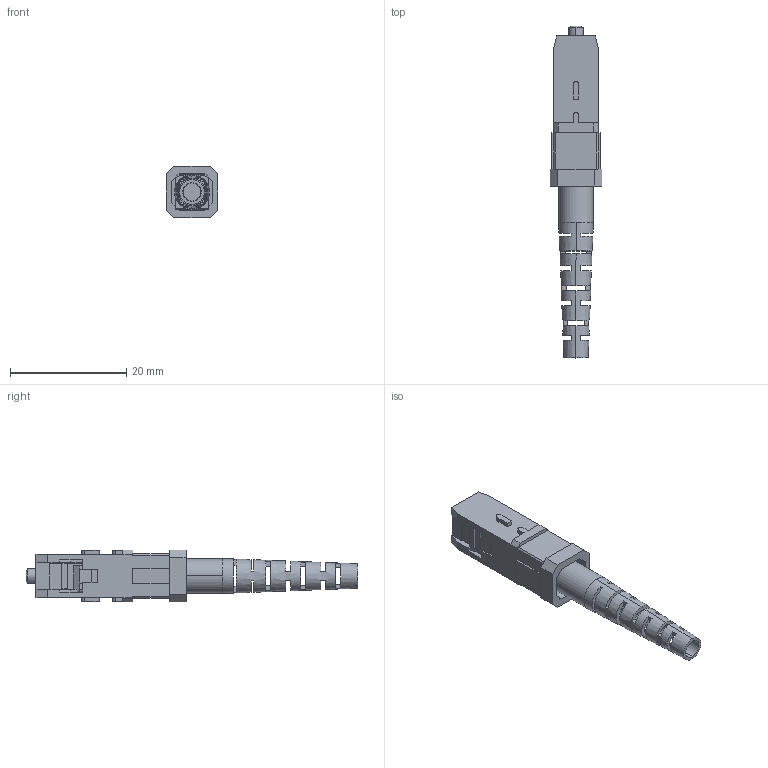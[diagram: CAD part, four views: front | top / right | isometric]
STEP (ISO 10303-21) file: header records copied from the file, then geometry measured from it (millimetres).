
FILE_DESCRIPTION (( 'STEP AP214' ), '1' );
FILE_NAME ('FOC-SCMMS30.STEP', '2020-02-25T20:25:59', ( '' ), ( '' ), 'SwSTEP 2.0', 'SolidWorks 2018', '' );
FILE_SCHEMA (( 'AUTOMOTIVE_DESIGN' ));
Length unit declared in the file: millimetre
Products named in the file (6): FOC-101BA MA6; FOC-SCMMS30; FOC-101BA MA2; FOC-101BA MA4; FOC-101BA MA1; FOC-101BA MA3
Assembly tree (5 placements, depth 2):
  FOC-SCMMS30
    FOC-101BA MA2
    FOC-101BA MA1
    FOC-101BA MA4
    FOC-101BA MA3
    FOC-101BA MA6
Bounding box: 8.89 x 57 x 8.89 mm (x, y, z)
Volume: 1638.5 mm3; surface area: 3873.1 mm2
Topology: 5 solids, 5 shells, 274 faces, 783 edges, 514 vertices
Faces by surface type: plane 224, cylinder 38, cone 12
Entity records: 10059 total; most frequent: CARTESIAN_POINT 1951, ORIENTED_EDGE 1566, DIRECTION 1459, EDGE_CURVE 783, VECTOR 547, LINE 547, VERTEX_POINT 514, AXIS2_PLACEMENT_3D 456
